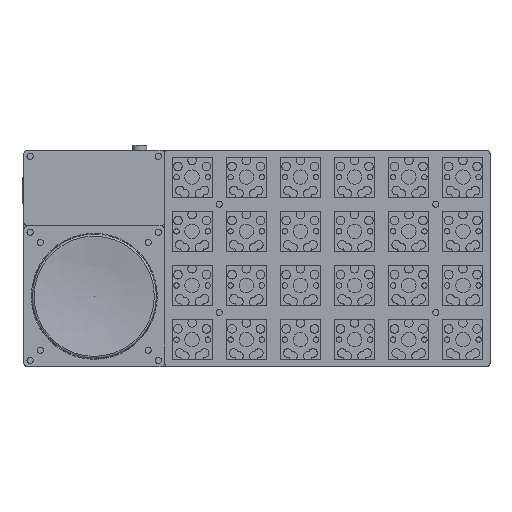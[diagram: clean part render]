
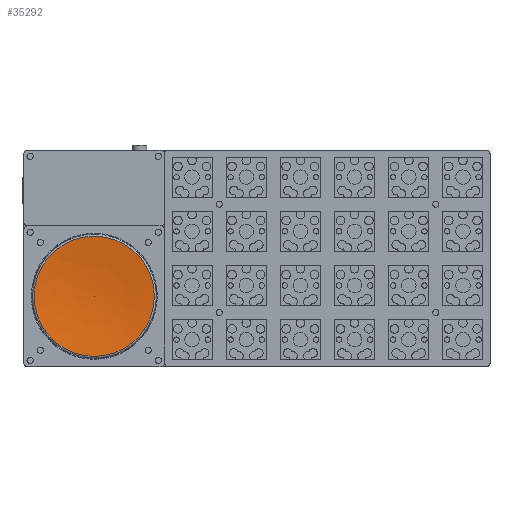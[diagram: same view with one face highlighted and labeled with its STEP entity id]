
A CAD part, top view. The second image highlights one B-rep face of the part: STEP entity #35292.
In plain terms, the highlighted free-form (B-spline) face has degree [2, 2] with [3, 9] control points.
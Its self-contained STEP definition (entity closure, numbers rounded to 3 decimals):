
#25=(
BOUNDED_SURFACE()
B_SPLINE_SURFACE(2,2,((#52518,#52519,#52520,#52521,#52522,#52523,#52524,
#52525,#52526),(#52527,#52528,#52529,#52530,#52531,#52532,#52533,#52534,
#52535),(#52536,#52537,#52538,#52539,#52540,#52541,#52542,#52543,#52544)),
 .UNSPECIFIED.,.F.,.T.,.F.)
B_SPLINE_SURFACE_WITH_KNOTS((3,3),(3,2,2,2,3),(1.419,1.571),
(-3.142,-1.571,0.,1.571,3.142),
 .UNSPECIFIED.)
GEOMETRIC_REPRESENTATION_ITEM()
RATIONAL_B_SPLINE_SURFACE(((1.,0.707,1.,0.707,1.,
0.707,1.,0.707,1.),(0.997,0.705,
0.997,0.705,0.997,0.705,
0.997,0.705,0.997),(1.,0.707,
1.,0.707,1.,0.707,1.,0.707,1.)))
REPRESENTATION_ITEM('')
SURFACE()
);
#2943=FACE_OUTER_BOUND('',#4777,.T.);
#4777=EDGE_LOOP('',(#28191,#28192,#28193));
#15024=CIRCLE('',#37307,21.133);
#15025=CIRCLE('',#37308,139.726);
#17075=VERTEX_POINT('',#52545);
#17076=VERTEX_POINT('',#52547);
#21114=EDGE_CURVE('',#17075,#17075,#15024,.T.);
#21115=EDGE_CURVE('',#17075,#17076,#15025,.T.);
#28191=ORIENTED_EDGE('',*,*,#21114,.F.);
#28192=ORIENTED_EDGE('',*,*,#21115,.T.);
#28193=ORIENTED_EDGE('',*,*,#21115,.F.);
#35292=ADVANCED_FACE('',(#2943),#25,.T.);
#37307=AXIS2_PLACEMENT_3D('',#52546,#42626,#42627);
#37308=AXIS2_PLACEMENT_3D('',#52548,#42628,#42629);
#42626=DIRECTION('center_axis',(0.,1.,0.));
#42627=DIRECTION('ref_axis',(1.,0.,0.));
#42628=DIRECTION('center_axis',(1.,0.,0.));
#42629=DIRECTION('ref_axis',(0.,0.,-1.));
#52518=CARTESIAN_POINT('Ctrl Pts',(-0.53,-7.384,
43.832));
#52519=CARTESIAN_POINT('Ctrl Pts',(-21.664,-7.384,
43.832));
#52520=CARTESIAN_POINT('Ctrl Pts',(-21.664,-7.384,
64.965));
#52521=CARTESIAN_POINT('Ctrl Pts',(-21.664,-7.384,
86.098));
#52522=CARTESIAN_POINT('Ctrl Pts',(-0.53,-7.384,
86.098));
#52523=CARTESIAN_POINT('Ctrl Pts',(20.603,-7.384,86.098));
#52524=CARTESIAN_POINT('Ctrl Pts',(20.603,-7.384,64.965));
#52525=CARTESIAN_POINT('Ctrl Pts',(20.603,-7.384,43.832));
#52526=CARTESIAN_POINT('Ctrl Pts',(-0.53,-7.384,
43.832));
#52527=CARTESIAN_POINT('Ctrl Pts',(-0.53,-5.776,
54.337));
#52528=CARTESIAN_POINT('Ctrl Pts',(-11.158,-5.776,
54.337));
#52529=CARTESIAN_POINT('Ctrl Pts',(-11.158,-5.776,
64.965));
#52530=CARTESIAN_POINT('Ctrl Pts',(-11.158,-5.776,
75.593));
#52531=CARTESIAN_POINT('Ctrl Pts',(-0.53,-5.776,
75.593));
#52532=CARTESIAN_POINT('Ctrl Pts',(10.097,-5.776,75.593));
#52533=CARTESIAN_POINT('Ctrl Pts',(10.097,-5.776,64.965));
#52534=CARTESIAN_POINT('Ctrl Pts',(10.097,-5.776,54.337));
#52535=CARTESIAN_POINT('Ctrl Pts',(-0.53,-5.776,
54.337));
#52536=CARTESIAN_POINT('Ctrl Pts',(-0.53,-5.776,
64.965));
#52537=CARTESIAN_POINT('Ctrl Pts',(-0.53,-5.776,
64.965));
#52538=CARTESIAN_POINT('Ctrl Pts',(-0.53,-5.776,
64.965));
#52539=CARTESIAN_POINT('Ctrl Pts',(-0.53,-5.776,
64.965));
#52540=CARTESIAN_POINT('Ctrl Pts',(-0.53,-5.776,
64.965));
#52541=CARTESIAN_POINT('Ctrl Pts',(-0.53,-5.776,
64.965));
#52542=CARTESIAN_POINT('Ctrl Pts',(-0.53,-5.776,
64.965));
#52543=CARTESIAN_POINT('Ctrl Pts',(-0.53,-5.776,
64.965));
#52544=CARTESIAN_POINT('Ctrl Pts',(-0.53,-5.776,
64.965));
#52545=CARTESIAN_POINT('',(-0.53,-7.384,43.832));
#52546=CARTESIAN_POINT('Origin',(-0.53,-7.384,64.965));
#52547=CARTESIAN_POINT('',(-0.53,-5.776,64.965));
#52548=CARTESIAN_POINT('Origin',(-0.53,-145.503,64.965));
